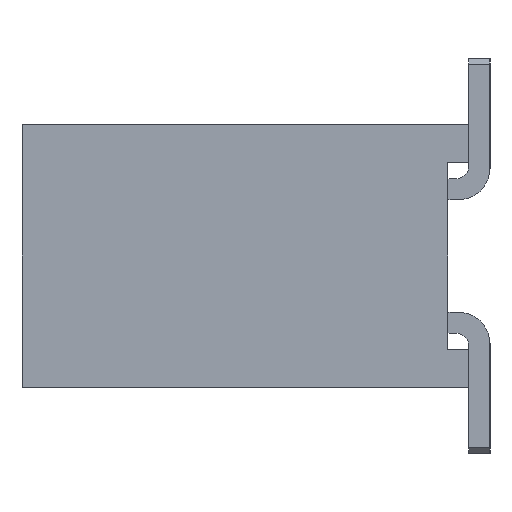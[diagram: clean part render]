
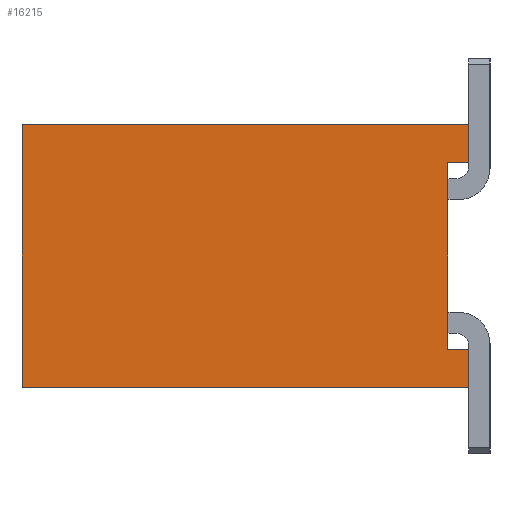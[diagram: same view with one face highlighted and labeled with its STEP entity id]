
A CAD part, left-side view. The second image highlights one B-rep face of the part: STEP entity #16215.
In plain terms, the highlighted planar face has unit normal (-1, 0, 0).
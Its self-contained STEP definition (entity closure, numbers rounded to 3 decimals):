
#997=ORIENTED_EDGE('',*,*,#5437,.T.);
#998=ORIENTED_EDGE('',*,*,#5438,.T.);
#999=ORIENTED_EDGE('',*,*,#4949,.T.);
#1000=ORIENTED_EDGE('',*,*,#5439,.F.);
#1001=ORIENTED_EDGE('',*,*,#5440,.F.);
#1002=ORIENTED_EDGE('',*,*,#5434,.T.);
#1003=ORIENTED_EDGE('',*,*,#5441,.T.);
#1004=ORIENTED_EDGE('',*,*,#5442,.T.);
#4949=EDGE_CURVE('',#7261,#7262,#8777,.T.);
#5434=EDGE_CURVE('',#7587,#7586,#9262,.T.);
#5437=EDGE_CURVE('',#7589,#7590,#9265,.T.);
#5438=EDGE_CURVE('',#7590,#7261,#9266,.T.);
#5439=EDGE_CURVE('',#7591,#7262,#9267,.T.);
#5440=EDGE_CURVE('',#7587,#7591,#9268,.T.);
#5441=EDGE_CURVE('',#7586,#7592,#9269,.T.);
#5442=EDGE_CURVE('',#7592,#7589,#9270,.T.);
#7261=VERTEX_POINT('',#22071);
#7262=VERTEX_POINT('',#22072);
#7586=VERTEX_POINT('',#23041);
#7587=VERTEX_POINT('',#23043);
#7589=VERTEX_POINT('',#23049);
#7590=VERTEX_POINT('',#23050);
#7591=VERTEX_POINT('',#23053);
#7592=VERTEX_POINT('',#23056);
#8777=LINE('',#22070,#11101);
#9262=LINE('',#23042,#11586);
#9265=LINE('',#23048,#11589);
#9266=LINE('',#23051,#11590);
#9267=LINE('',#23052,#11591);
#9268=LINE('',#23054,#11592);
#9269=LINE('',#23055,#11593);
#9270=LINE('',#23057,#11594);
#11101=VECTOR('',#17998,1000.);
#11586=VECTOR('',#18805,1000.);
#11589=VECTOR('',#18810,1000.);
#11590=VECTOR('',#18811,1000.);
#11591=VECTOR('',#18812,1000.);
#11592=VECTOR('',#18813,1000.);
#11593=VECTOR('',#18814,1000.);
#11594=VECTOR('',#18815,1000.);
#13553=EDGE_LOOP('',(#997,#998,#999,#1000,#1001,#1002,#1003,#1004));
#14469=FACE_BOUND('',#13553,.T.);
#15379=PLANE('',#17129);
#16215=ADVANCED_FACE('',(#14469),#15379,.F.);
#17129=AXIS2_PLACEMENT_3D('',#23047,#18808,#18809);
#17998=DIRECTION('',(0.,0.,1.));
#18805=DIRECTION('',(0.,-1.,0.));
#18808=DIRECTION('',(1.,0.,0.));
#18809=DIRECTION('',(0.,0.,-1.));
#18810=DIRECTION('',(0.,0.,1.));
#18811=DIRECTION('',(0.,-1.,0.));
#18812=DIRECTION('',(0.,-1.,0.));
#18813=DIRECTION('',(0.,0.,1.));
#18814=DIRECTION('',(0.,0.,1.));
#18815=DIRECTION('',(0.,1.,0.));
#22070=CARTESIAN_POINT('',(0.,0.,-5.));
#22071=CARTESIAN_POINT('',(0.,0.,-0.73));
#22072=CARTESIAN_POINT('',(0.,0.,0.));
#23041=CARTESIAN_POINT('',(0.,0.,-5.));
#23042=CARTESIAN_POINT('',(0.,8.5,-5.));
#23043=CARTESIAN_POINT('',(0.,8.5,-5.));
#23047=CARTESIAN_POINT('',(0.,8.5,-5.));
#23048=CARTESIAN_POINT('',(0.,0.4,-4.27));
#23049=CARTESIAN_POINT('',(0.,0.4,-4.27));
#23050=CARTESIAN_POINT('',(0.,0.4,-0.73));
#23051=CARTESIAN_POINT('',(0.,0.4,-0.73));
#23052=CARTESIAN_POINT('',(0.,8.5,0.));
#23053=CARTESIAN_POINT('',(0.,8.5,0.));
#23054=CARTESIAN_POINT('',(0.,8.5,-5.));
#23055=CARTESIAN_POINT('',(0.,0.,-5.));
#23056=CARTESIAN_POINT('',(0.,0.,-4.27));
#23057=CARTESIAN_POINT('',(0.,0.,-4.27));
